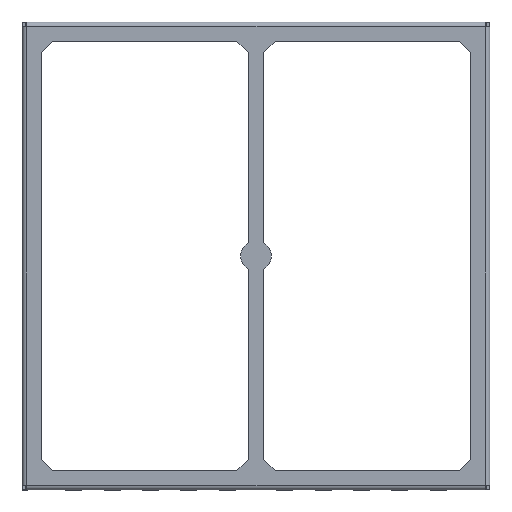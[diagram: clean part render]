
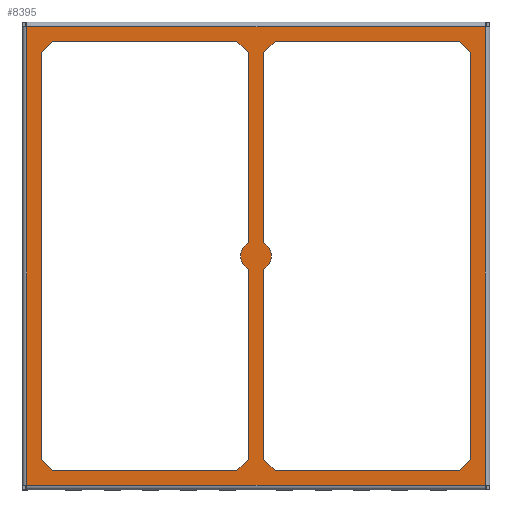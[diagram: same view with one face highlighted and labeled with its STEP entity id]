
A CAD part, top view. The second image highlights one B-rep face of the part: STEP entity #8395.
In plain terms, the highlighted planar face has unit normal (0, 0, 1).
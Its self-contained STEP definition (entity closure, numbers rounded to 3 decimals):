
#153=CIRCLE('',#8754,2.);
#155=CIRCLE('',#8757,2.);
#1656=ORIENTED_EDGE('',*,*,#2450,.T.);
#1657=ORIENTED_EDGE('',*,*,#2708,.F.);
#1658=ORIENTED_EDGE('',*,*,#2683,.T.);
#1659=ORIENTED_EDGE('',*,*,#2665,.F.);
#1660=ORIENTED_EDGE('',*,*,#2835,.F.);
#1661=ORIENTED_EDGE('',*,*,#2600,.F.);
#1662=ORIENTED_EDGE('',*,*,#2724,.T.);
#1663=ORIENTED_EDGE('',*,*,#2663,.F.);
#1664=ORIENTED_EDGE('',*,*,#2641,.T.);
#1665=ORIENTED_EDGE('',*,*,#2686,.F.);
#1666=ORIENTED_EDGE('',*,*,#2706,.T.);
#1667=ORIENTED_EDGE('',*,*,#2673,.T.);
#1668=ORIENTED_EDGE('',*,*,#2881,.T.);
#1669=ORIENTED_EDGE('',*,*,#2757,.F.);
#1670=ORIENTED_EDGE('',*,*,#2768,.T.);
#1671=ORIENTED_EDGE('',*,*,#2636,.F.);
#1672=ORIENTED_EDGE('',*,*,#2833,.F.);
#1673=ORIENTED_EDGE('',*,*,#2671,.F.);
#1674=ORIENTED_EDGE('',*,*,#2702,.T.);
#1675=ORIENTED_EDGE('',*,*,#2751,.F.);
#1676=ORIENTED_EDGE('',*,*,#3080,.T.);
#1677=ORIENTED_EDGE('',*,*,#3036,.T.);
#1678=ORIENTED_EDGE('',*,*,#3042,.T.);
#1679=ORIENTED_EDGE('',*,*,#2471,.T.);
#2450=EDGE_CURVE('',#3387,#3386,#4002,.T.);
#2471=EDGE_CURVE('',#3405,#3407,#4019,.T.);
#2600=EDGE_CURVE('',#3527,#3528,#4090,.T.);
#2636=EDGE_CURVE('',#3552,#3549,#4115,.T.);
#2641=EDGE_CURVE('',#3556,#3555,#4120,.T.);
#2663=EDGE_CURVE('',#3556,#3573,#4137,.T.);
#2665=EDGE_CURVE('',#3574,#3575,#4139,.T.);
#2671=EDGE_CURVE('',#3580,#3581,#4145,.T.);
#2673=EDGE_CURVE('',#3582,#3583,#4147,.T.);
#2683=EDGE_CURVE('',#3590,#3575,#4155,.T.);
#2686=EDGE_CURVE('',#3387,#3555,#4158,.T.);
#2702=EDGE_CURVE('',#3580,#3604,#4168,.T.);
#2706=EDGE_CURVE('',#3607,#3582,#4172,.T.);
#2708=EDGE_CURVE('',#3590,#3386,#4174,.T.);
#2724=EDGE_CURVE('',#3527,#3573,#4188,.T.);
#2751=EDGE_CURVE('',#3607,#3604,#4210,.T.);
#2757=EDGE_CURVE('',#3631,#3632,#4213,.T.);
#2768=EDGE_CURVE('',#3631,#3549,#4223,.T.);
#2833=EDGE_CURVE('',#3581,#3552,#153,.T.);
#2835=EDGE_CURVE('',#3528,#3574,#155,.T.);
#2881=EDGE_CURVE('',#3583,#3632,#4282,.T.);
#3036=EDGE_CURVE('',#3804,#3802,#4368,.T.);
#3042=EDGE_CURVE('',#3802,#3405,#4371,.T.);
#3080=EDGE_CURVE('',#3407,#3804,#4397,.T.);
#3386=VERTEX_POINT('',#11160);
#3387=VERTEX_POINT('',#11162);
#3405=VERTEX_POINT('',#11203);
#3407=VERTEX_POINT('',#11207);
#3527=VERTEX_POINT('',#11474);
#3528=VERTEX_POINT('',#11476);
#3549=VERTEX_POINT('',#11543);
#3552=VERTEX_POINT('',#11548);
#3555=VERTEX_POINT('',#11558);
#3556=VERTEX_POINT('',#11560);
#3573=VERTEX_POINT('',#11606);
#3574=VERTEX_POINT('',#11610);
#3575=VERTEX_POINT('',#11611);
#3580=VERTEX_POINT('',#11622);
#3581=VERTEX_POINT('',#11624);
#3582=VERTEX_POINT('',#11628);
#3583=VERTEX_POINT('',#11629);
#3590=VERTEX_POINT('',#11649);
#3604=VERTEX_POINT('',#11688);
#3607=VERTEX_POINT('',#11696);
#3631=VERTEX_POINT('',#11795);
#3632=VERTEX_POINT('',#11796);
#3802=VERTEX_POINT('',#12345);
#3804=VERTEX_POINT('',#12348);
#4002=LINE('',#11161,#4570);
#4019=LINE('',#11208,#4587);
#4090=LINE('',#11475,#4658);
#4115=LINE('',#11549,#4683);
#4120=LINE('',#11559,#4688);
#4137=LINE('',#11605,#4705);
#4139=LINE('',#11609,#4707);
#4145=LINE('',#11623,#4713);
#4147=LINE('',#11627,#4715);
#4155=LINE('',#11648,#4723);
#4158=LINE('',#11654,#4726);
#4168=LINE('',#11687,#4736);
#4172=LINE('',#11695,#4740);
#4174=LINE('',#11699,#4742);
#4188=LINE('',#11730,#4756);
#4210=LINE('',#11782,#4778);
#4213=LINE('',#11794,#4781);
#4223=LINE('',#11818,#4791);
#4282=LINE('',#12039,#4850);
#4368=LINE('',#12347,#4936);
#4371=LINE('',#12358,#4939);
#4397=LINE('',#12424,#4965);
#4570=VECTOR('',#9208,1000.);
#4587=VECTOR('',#9243,1000.);
#4658=VECTOR('',#9466,1000.);
#4683=VECTOR('',#9539,1000.);
#4688=VECTOR('',#9548,1000.);
#4705=VECTOR('',#9589,1000.);
#4707=VECTOR('',#9593,1000.);
#4713=VECTOR('',#9601,1000.);
#4715=VECTOR('',#9605,1000.);
#4723=VECTOR('',#9623,1000.);
#4726=VECTOR('',#9628,1000.);
#4736=VECTOR('',#9660,1000.);
#4740=VECTOR('',#9666,1000.);
#4742=VECTOR('',#9670,1000.);
#4756=VECTOR('',#9704,1000.);
#4778=VECTOR('',#9758,1000.);
#4781=VECTOR('',#9775,1000.);
#4791=VECTOR('',#9793,1000.);
#4850=VECTOR('',#10058,1000.);
#4936=VECTOR('',#10380,1000.);
#4939=VECTOR('',#10391,1000.);
#4965=VECTOR('',#10475,1000.);
#5351=EDGE_LOOP('',(#1656,#1657,#1658,#1659,#1660,#1661,#1662,#1663,#1664,
#1665));
#5352=EDGE_LOOP('',(#1666,#1667,#1668,#1669,#1670,#1671,#1672,#1673,#1674,
#1675));
#5353=EDGE_LOOP('',(#1676,#1677,#1678,#1679));
#5677=FACE_BOUND('',#5351,.T.);
#5678=FACE_BOUND('',#5352,.T.);
#5679=FACE_BOUND('',#5353,.T.);
#5883=PLANE('',#8967);
#8395=ADVANCED_FACE('',(#5677,#5678,#5679),#5883,.T.);
#8754=AXIS2_PLACEMENT_3D('',#11945,#9946,#9947);
#8757=AXIS2_PLACEMENT_3D('',#11948,#9952,#9953);
#8967=AXIS2_PLACEMENT_3D('',#12452,#10520,#10521);
#9208=DIRECTION('',(-0.707,-0.707,0.));
#9243=DIRECTION('',(-1.,0.,0.));
#9466=DIRECTION('',(0.,-1.,0.));
#9539=DIRECTION('',(0.,1.,0.));
#9548=DIRECTION('',(0.707,-0.707,0.));
#9589=DIRECTION('',(-1.,0.,0.));
#9593=DIRECTION('',(0.,-1.,0.));
#9601=DIRECTION('',(0.,1.,0.));
#9605=DIRECTION('',(0.,1.,0.));
#9623=DIRECTION('',(-0.707,0.707,0.));
#9628=DIRECTION('',(0.,1.,0.));
#9660=DIRECTION('',(-0.707,-0.707,0.));
#9666=DIRECTION('',(-0.707,0.707,0.));
#9670=DIRECTION('',(1.,0.,0.));
#9704=DIRECTION('',(0.707,0.707,0.));
#9758=DIRECTION('',(1.,0.,0.));
#9775=DIRECTION('',(-1.,0.,0.));
#9793=DIRECTION('',(0.707,-0.707,0.));
#9946=DIRECTION('',(0.,0.,-1.));
#9947=DIRECTION('',(1.,0.,0.));
#9952=DIRECTION('',(0.,0.,-1.));
#9953=DIRECTION('',(1.,0.,0.));
#10058=DIRECTION('',(0.707,0.707,0.));
#10380=DIRECTION('',(1.,0.,0.));
#10391=DIRECTION('',(0.,1.,0.));
#10475=DIRECTION('',(0.,-1.,0.));
#10520=DIRECTION('',(0.,0.,1.));
#10521=DIRECTION('',(1.,0.,0.));
#11160=CARTESIAN_POINT('',(56.4,1.9,0.));
#11161=CARTESIAN_POINT('',(57.9,3.4,0.));
#11162=CARTESIAN_POINT('',(57.9,3.4,0.));
#11203=CARTESIAN_POINT('',(59.8,59.8,0.));
#11207=CARTESIAN_POINT('',(0.,59.8,0.));
#11208=CARTESIAN_POINT('',(20.,59.8,0.));
#11474=CARTESIAN_POINT('',(30.9,56.4,0.));
#11475=CARTESIAN_POINT('',(30.9,32.191,0.));
#11476=CARTESIAN_POINT('',(30.9,31.632,0.));
#11543=CARTESIAN_POINT('',(28.9,56.4,0.));
#11548=CARTESIAN_POINT('',(28.9,31.632,0.));
#11549=CARTESIAN_POINT('',(28.9,47.9,0.));
#11558=CARTESIAN_POINT('',(57.9,56.4,0.));
#11559=CARTESIAN_POINT('',(56.4,57.9,0.));
#11560=CARTESIAN_POINT('',(56.4,57.9,0.));
#11605=CARTESIAN_POINT('',(32.9,57.9,0.));
#11606=CARTESIAN_POINT('',(32.4,57.9,0.));
#11609=CARTESIAN_POINT('',(30.9,11.9,0.));
#11610=CARTESIAN_POINT('',(30.9,28.168,0.));
#11611=CARTESIAN_POINT('',(30.9,3.4,0.));
#11622=CARTESIAN_POINT('',(28.9,3.4,0.));
#11623=CARTESIAN_POINT('',(28.9,27.609,0.));
#11624=CARTESIAN_POINT('',(28.9,28.168,0.));
#11627=CARTESIAN_POINT('',(1.9,19.4,0.));
#11628=CARTESIAN_POINT('',(1.9,3.4,0.));
#11629=CARTESIAN_POINT('',(1.9,56.4,0.));
#11648=CARTESIAN_POINT('',(30.9,3.4,0.));
#11649=CARTESIAN_POINT('',(32.4,1.9,0.));
#11654=CARTESIAN_POINT('',(57.9,21.9,0.));
#11687=CARTESIAN_POINT('',(27.4,1.9,0.));
#11688=CARTESIAN_POINT('',(27.4,1.9,0.));
#11695=CARTESIAN_POINT('',(3.4,1.9,0.));
#11696=CARTESIAN_POINT('',(3.4,1.9,0.));
#11699=CARTESIAN_POINT('',(21.9,1.9,0.));
#11730=CARTESIAN_POINT('',(32.4,57.9,0.));
#11782=CARTESIAN_POINT('',(21.9,1.9,0.));
#11794=CARTESIAN_POINT('',(32.9,57.9,0.));
#11795=CARTESIAN_POINT('',(27.4,57.9,0.));
#11796=CARTESIAN_POINT('',(3.4,57.9,0.));
#11818=CARTESIAN_POINT('',(28.9,56.4,0.));
#11945=CARTESIAN_POINT('',(29.9,29.9,0.));
#11948=CARTESIAN_POINT('',(29.9,29.9,0.));
#12039=CARTESIAN_POINT('',(1.9,56.4,0.));
#12345=CARTESIAN_POINT('',(59.8,0.,0.));
#12347=CARTESIAN_POINT('',(44.8,0.,0.));
#12348=CARTESIAN_POINT('',(0.,0.,0.));
#12358=CARTESIAN_POINT('',(59.8,39.8,0.));
#12424=CARTESIAN_POINT('',(0.,35.,0.));
#12452=CARTESIAN_POINT('',(19.4,29.4,0.));
